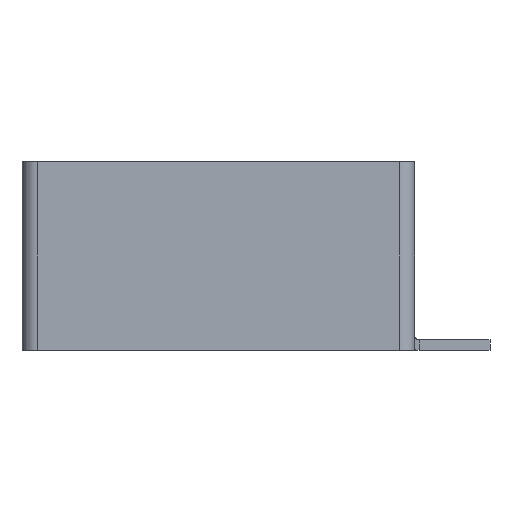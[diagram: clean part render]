
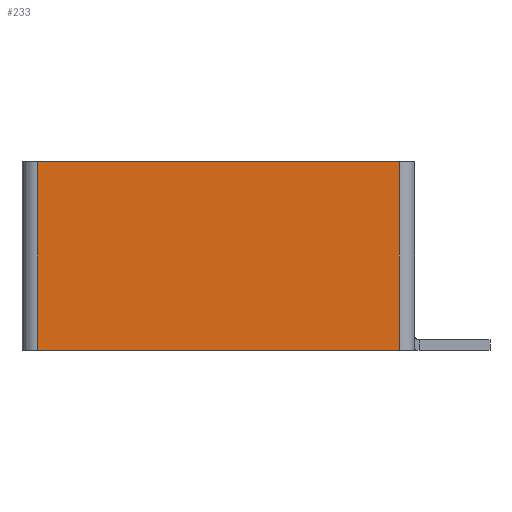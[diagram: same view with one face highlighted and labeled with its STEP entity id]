
A CAD part, front view. The second image highlights one B-rep face of the part: STEP entity #233.
In plain terms, the highlighted planar face has unit normal (0, -1, 0).
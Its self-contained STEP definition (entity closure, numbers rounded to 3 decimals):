
#48 = DIRECTION ( 'NONE',  ( 0., 0., -1. ) ) ;
#86 = EDGE_LOOP ( 'NONE', ( #677, #948, #215, #1024 ) ) ;
#191 = VERTEX_POINT ( 'NONE', #1071 ) ;
#215 = ORIENTED_EDGE ( 'NONE', *, *, #1017, .T. ) ;
#233 = ADVANCED_FACE ( 'NONE', ( #1323 ), #845, .F. ) ;
#248 = DIRECTION ( 'NONE',  ( 0., 0., 1. ) ) ;
#254 = CARTESIAN_POINT ( 'NONE',  ( 2., -50.25, 12.5 ) ) ;
#281 = VECTOR ( 'NONE', #457, 1000. ) ;
#284 = LINE ( 'NONE', #423, #281 ) ;
#305 = LINE ( 'NONE', #401, #820 ) ;
#377 = VECTOR ( 'NONE', #48, 1000. ) ;
#401 = CARTESIAN_POINT ( 'NONE',  ( 0., -50.25, -12.5 ) ) ;
#423 = CARTESIAN_POINT ( 'NONE',  ( 0., -50.25, 12.5 ) ) ;
#427 = LINE ( 'NONE', #525, #555 ) ;
#457 = DIRECTION ( 'NONE',  ( 1., 0., 0. ) ) ;
#495 = CARTESIAN_POINT ( 'NONE',  ( 2., -50.25, 12.5 ) ) ;
#525 = CARTESIAN_POINT ( 'NONE',  ( 50., -50.25, 12.5 ) ) ;
#555 = VECTOR ( 'NONE', #1321, 1000. ) ;
#677 = ORIENTED_EDGE ( 'NONE', *, *, #877, .F. ) ;
#679 = VERTEX_POINT ( 'NONE', #1187 ) ;
#736 = DIRECTION ( 'NONE',  ( 1., 0., 0. ) ) ;
#750 = VERTEX_POINT ( 'NONE', #495 ) ;
#805 = CARTESIAN_POINT ( 'NONE',  ( 0., -50.25, 12.5 ) ) ;
#820 = VECTOR ( 'NONE', #736, 1000. ) ;
#845 = PLANE ( 'NONE',  #867 ) ;
#855 = EDGE_CURVE ( 'NONE', #191, #1133, #305, .T. ) ;
#867 = AXIS2_PLACEMENT_3D ( 'NONE', #805, #1193, #248 ) ;
#877 = EDGE_CURVE ( 'NONE', #679, #1133, #427, .T. ) ;
#948 = ORIENTED_EDGE ( 'NONE', *, *, #1331, .F. ) ;
#1017 = EDGE_CURVE ( 'NONE', #750, #191, #1170, .T. ) ;
#1024 = ORIENTED_EDGE ( 'NONE', *, *, #855, .T. ) ;
#1071 = CARTESIAN_POINT ( 'NONE',  ( 2., -50.25, -12.5 ) ) ;
#1133 = VERTEX_POINT ( 'NONE', #1332 ) ;
#1170 = LINE ( 'NONE', #254, #377 ) ;
#1187 = CARTESIAN_POINT ( 'NONE',  ( 50., -50.25, 12.5 ) ) ;
#1193 = DIRECTION ( 'NONE',  ( 0., 1., 0. ) ) ;
#1321 = DIRECTION ( 'NONE',  ( 0., 0., -1. ) ) ;
#1323 = FACE_OUTER_BOUND ( 'NONE', #86, .T. ) ;
#1331 = EDGE_CURVE ( 'NONE', #750, #679, #284, .T. ) ;
#1332 = CARTESIAN_POINT ( 'NONE',  ( 50., -50.25, -12.5 ) ) ;
